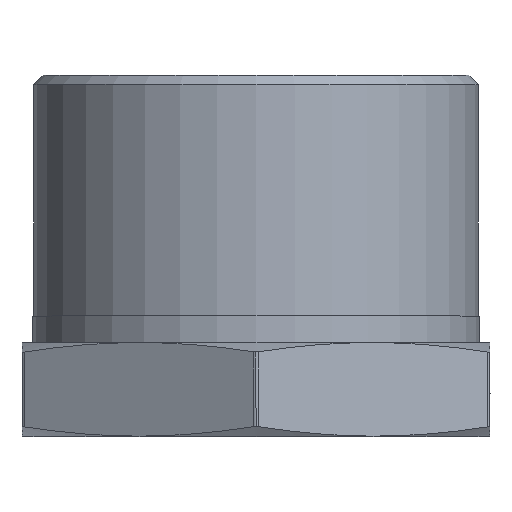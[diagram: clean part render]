
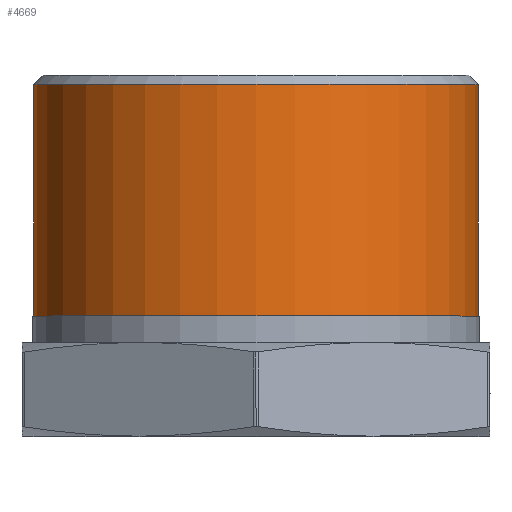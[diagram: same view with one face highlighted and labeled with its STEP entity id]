
A CAD part, top view. The second image highlights one B-rep face of the part: STEP entity #4669.
In plain terms, the highlighted cylindrical face has radius 16.625 mm (diameter 33.249 mm), a partial arc.
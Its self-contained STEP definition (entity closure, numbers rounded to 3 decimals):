
#638 = VERTEX_POINT ( 'NONE', #8025 ) ;
#1580 = ORIENTED_EDGE ( 'NONE', *, *, #14710, .T. ) ;
#1598 = LINE ( 'NONE', #13958, #2386 ) ;
#1681 = DIRECTION ( 'NONE',  ( 0., 1., 0. ) ) ;
#2386 = VECTOR ( 'NONE', #15245, 1000. ) ;
#2478 = ORIENTED_EDGE ( 'NONE', *, *, #10232, .T. ) ;
#3119 = EDGE_LOOP ( 'NONE', ( #3389, #2478, #1580, #6532 ) ) ;
#3389 = ORIENTED_EDGE ( 'NONE', *, *, #16091, .F. ) ;
#4669 = ADVANCED_FACE ( 'NONE', ( #14100 ), #15898, .T. ) ;
#5128 = CARTESIAN_POINT ( 'NONE',  ( -16.625, 9., 0. ) ) ;
#5596 = AXIS2_PLACEMENT_3D ( 'NONE', #13286, #5774, #8175 ) ;
#5774 = DIRECTION ( 'NONE',  ( 0., 1., 0. ) ) ;
#6118 = CIRCLE ( 'NONE', #8915, 16.625 ) ;
#6193 = CARTESIAN_POINT ( 'NONE',  ( -16.625, 7., 0. ) ) ;
#6532 = ORIENTED_EDGE ( 'NONE', *, *, #15119, .F. ) ;
#7426 = LINE ( 'NONE', #6193, #12513 ) ;
#7469 = DIRECTION ( 'NONE',  ( 1., 0., 0. ) ) ;
#7623 = CARTESIAN_POINT ( 'NONE',  ( 0., 26.304, 0. ) ) ;
#7810 = CARTESIAN_POINT ( 'NONE',  ( -16.625, 26.304, 0. ) ) ;
#8025 = CARTESIAN_POINT ( 'NONE',  ( 16.625, 9., 0. ) ) ;
#8175 = DIRECTION ( 'NONE',  ( 1., 0., 0. ) ) ;
#8785 = DIRECTION ( 'NONE',  ( 0., 1., 0. ) ) ;
#8915 = AXIS2_PLACEMENT_3D ( 'NONE', #7623, #8785, #7469 ) ;
#10232 = EDGE_CURVE ( 'NONE', #14699, #638, #11438, .T. ) ;
#10459 = CARTESIAN_POINT ( 'NONE',  ( 0., 9., 0. ) ) ;
#10606 = VERTEX_POINT ( 'NONE', #16251 ) ;
#11438 = CIRCLE ( 'NONE', #14426, 16.625 ) ;
#11931 = VERTEX_POINT ( 'NONE', #7810 ) ;
#12513 = VECTOR ( 'NONE', #14988, 1000. ) ;
#12933 = DIRECTION ( 'NONE',  ( 1., 0., 0. ) ) ;
#13286 = CARTESIAN_POINT ( 'NONE',  ( 0., 7., 0. ) ) ;
#13958 = CARTESIAN_POINT ( 'NONE',  ( 16.625, 7., 0. ) ) ;
#14100 = FACE_OUTER_BOUND ( 'NONE', #3119, .T. ) ;
#14426 = AXIS2_PLACEMENT_3D ( 'NONE', #10459, #1681, #12933 ) ;
#14699 = VERTEX_POINT ( 'NONE', #5128 ) ;
#14710 = EDGE_CURVE ( 'NONE', #638, #10606, #1598, .T. ) ;
#14988 = DIRECTION ( 'NONE',  ( 0., 1., 0. ) ) ;
#15119 = EDGE_CURVE ( 'NONE', #11931, #10606, #6118, .T. ) ;
#15245 = DIRECTION ( 'NONE',  ( 0., 1., 0. ) ) ;
#15898 = CYLINDRICAL_SURFACE ( 'NONE', #5596, 16.625 ) ;
#16091 = EDGE_CURVE ( 'NONE', #14699, #11931, #7426, .T. ) ;
#16251 = CARTESIAN_POINT ( 'NONE',  ( 16.625, 26.304, 0. ) ) ;
